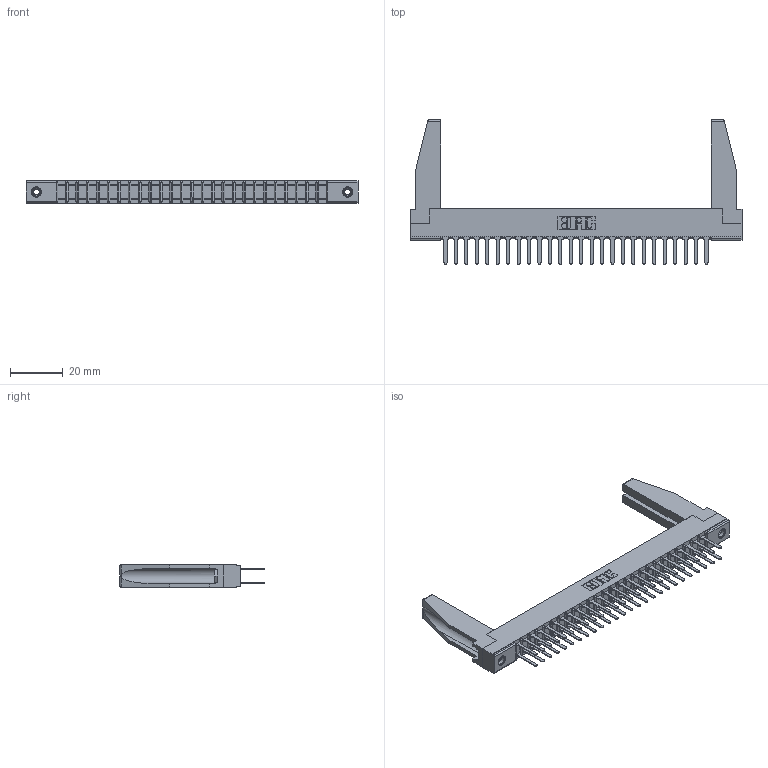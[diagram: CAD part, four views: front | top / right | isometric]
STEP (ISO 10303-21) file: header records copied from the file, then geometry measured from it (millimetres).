
FILE_DESCRIPTION (( 'STEP AP203' ), '1' );
FILE_NAME ('307-052-422-278.STEP', '2020-09-30T06:56:06', ( '' ), ( '' ), 'SwSTEP 2.0', 'SolidWorks 2020', '' );
FILE_SCHEMA (( 'CONFIG_CONTROL_DESIGN' ));
Length unit declared in the file: inch
Products named in the file (5): 307-052-422-278; 307-290-001_522; 307 Part_.156 Dia Mounting Holes; 307-220-078; 345-250-001_345-250-001-102
Assembly tree (57 placements, depth 2):
  307-052-422-278
    307 Part_.156 Dia Mounting Holes
    307-290-001_522  x52
    307-220-078  x2
    345-250-001_345-250-001-102  x2
Bounding box: 126.03 x 54.81 x 8.71 mm (x, y, z)
Volume: 12348.9 mm3; surface area: 19376.9 mm2
Topology: 57 solids, 57 shells, 2667 faces, 7413 edges, 4790 vertices
Faces by surface type: plane 1766, cylinder 831, sphere 54, cone 12, torus 4
Entity records: 27501 total; most frequent: CARTESIAN_POINT 4512, ORIENTED_EDGE 4428, DIRECTION 4380, EDGE_CURVE 2214, LINE 1696, VECTOR 1696, VERTEX_POINT 1432, AXIS2_PLACEMENT_3D 1342
